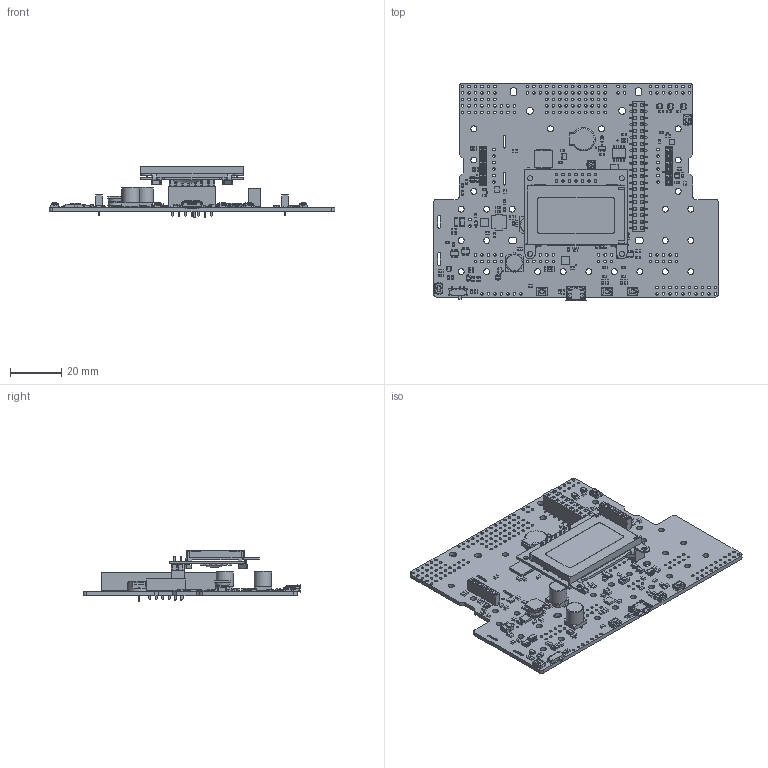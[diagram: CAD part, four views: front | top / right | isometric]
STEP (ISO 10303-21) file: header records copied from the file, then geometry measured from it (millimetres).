
FILE_DESCRIPTION (( 'STEP AP214' ), '1' );
FILE_NAME ('romi-32u4-control-board.step', '2017-06-14T16:51:41', ( '' ), ( '' ), 'SwSTEP 2.0', 'SolidWorks 2016', '' );
FILE_SCHEMA (( 'AUTOMOTIVE_DESIGN' ));
Length unit declared in the file: millimetre
Products named in the file (1): romi-32u4-control-board
Bounding box: 111.76 x 85.3 x 20.35 mm (x, y, z)
Volume: 21177.2 mm3; surface area: 31718.9 mm2
Topology: 7 solids, 7 shells, 7748 faces, 21242 edges, 13623 vertices
Faces by surface type: plane 5913, cylinder 1554, bspline 201, torus 32, sphere 27, cone 21
Full cylindrical faces by diameter (mm): 0.25 x1, 0.4 x12, 0.5 x2, 0.508 x9, 0.7 x20, 0.8 x6, 0.9 x2, 1.016 x217, 1.02 x14, 1.3 x2, 2 x4, 2.3 x34, 2.5 x1, 2.7 x2, 6.8 x2
Entity records: 334046 total; most frequent: CARTESIAN_POINT 53052, ORIENTED_EDGE 41706, DIRECTION 37583, EDGE_CURVE 20853, LINE 16895, VECTOR 16895, VERTEX_POINT 13575, AXIS2_PLACEMENT_3D 10344
